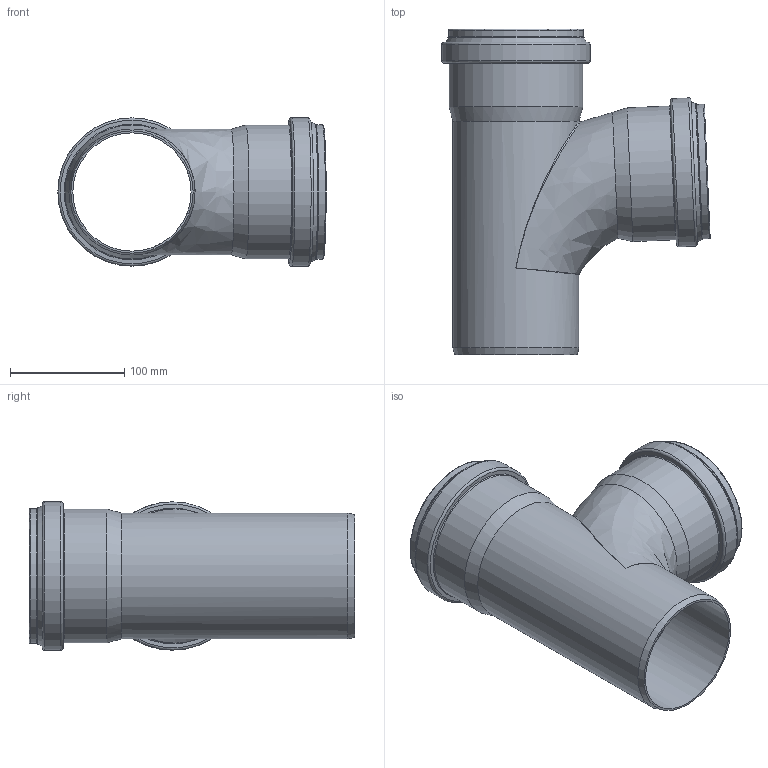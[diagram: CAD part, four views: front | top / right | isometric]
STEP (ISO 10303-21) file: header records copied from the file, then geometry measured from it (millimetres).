
FILE_DESCRIPTION(/* description */ (''),/* implementation_level */ '2;1');
FILE_NAME(/* name */ '774330 KG2000EA Abzweig DN_OD 110_110_87°.stp',/* time_stamp */ '2020-03-04T08:53:41+01:00',/* author */ ('LWM'),/* organization */ (''),/* preprocessor_version */ 'ST-DEVELOPER v18',/* originating_system */ 'Autodesk Inventor 2020',/* authorisation */ '');
FILE_SCHEMA (('AUTOMOTIVE_DESIGN { 1 0 10303 214 3 1 1 }'));
Length unit declared in the file: millimetre
Products named in the file (1): KGEA DN 100x100x45°
Bounding box: 234.5 x 284.5 x 129.6 mm (x, y, z)
Volume: 458577.9 mm3; surface area: 283174.9 mm2
Topology: 1 solids, 1 shells, 72 faces, 251 edges, 183 vertices
Faces by surface type: torus 28, cylinder 16, cone 15, plane 9, bspline 4
Full cylindrical faces by diameter (mm): 103.3 x1, 110.1 x1, 110.8 x2, 111.2 x4, 117 x2, 117.4 x2, 123.4 x2, 129.6 x2
Entity records: 3586 total; most frequent: CARTESIAN_POINT 1171, DIRECTION 585, ORIENTED_EDGE 494, AXIS2_PLACEMENT_3D 277, EDGE_CURVE 247, CIRCLE 208, VERTEX_POINT 183, EDGE_LOOP 82
